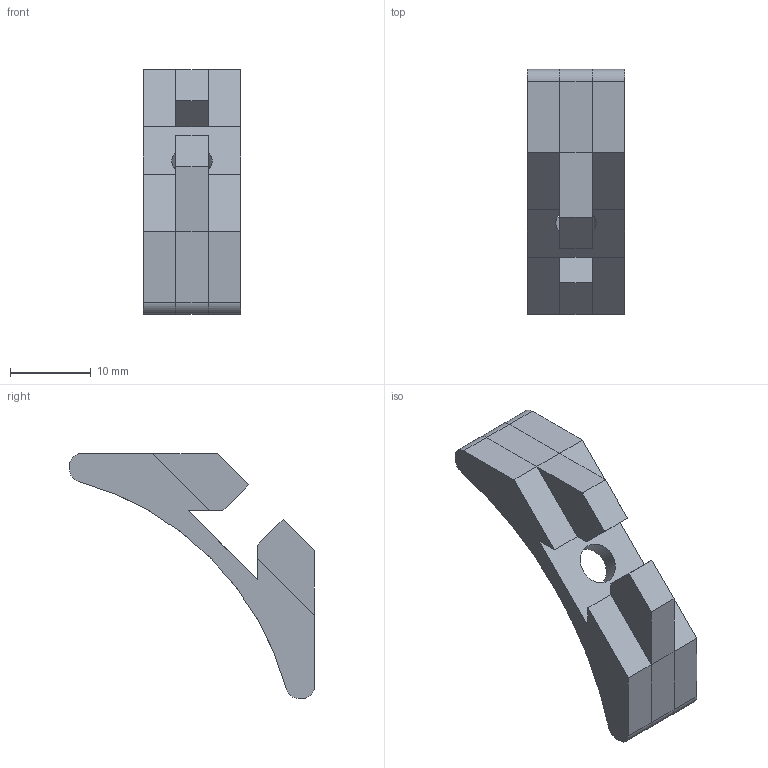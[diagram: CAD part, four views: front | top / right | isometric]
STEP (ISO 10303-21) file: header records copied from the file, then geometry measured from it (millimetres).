
FILE_DESCRIPTION(('FreeCAD Model'),'2;1');
FILE_NAME('Open CASCADE Shape Model','2024-12-02T15:33:03',(''),(''), 'Open CASCADE STEP processor 7.6','FreeCAD','Unknown');
FILE_SCHEMA(('AUTOMOTIVE_DESIGN { 1 0 10303 214 1 1 1 1 }'));
Length unit declared in the file: millimetre
Products named in the file (1): Тіло004
Bounding box: 12 x 30.28 x 30.28 mm (x, y, z)
Volume: 2582.9 mm3; surface area: 1865.1 mm2
Topology: 1 solids, 1 shells, 48 faces, 117 edges, 70 vertices
Faces by surface type: plane 31, cylinder 17
Full cylindrical faces by diameter (mm): 5 x1
Entity records: 1479 total; most frequent: CARTESIAN_POINT 325, ORIENTED_EDGE 234, DIRECTION 233, EDGE_CURVE 117, LINE 89, VECTOR 89, AXIS2_PLACEMENT_3D 72, VERTEX_POINT 70
